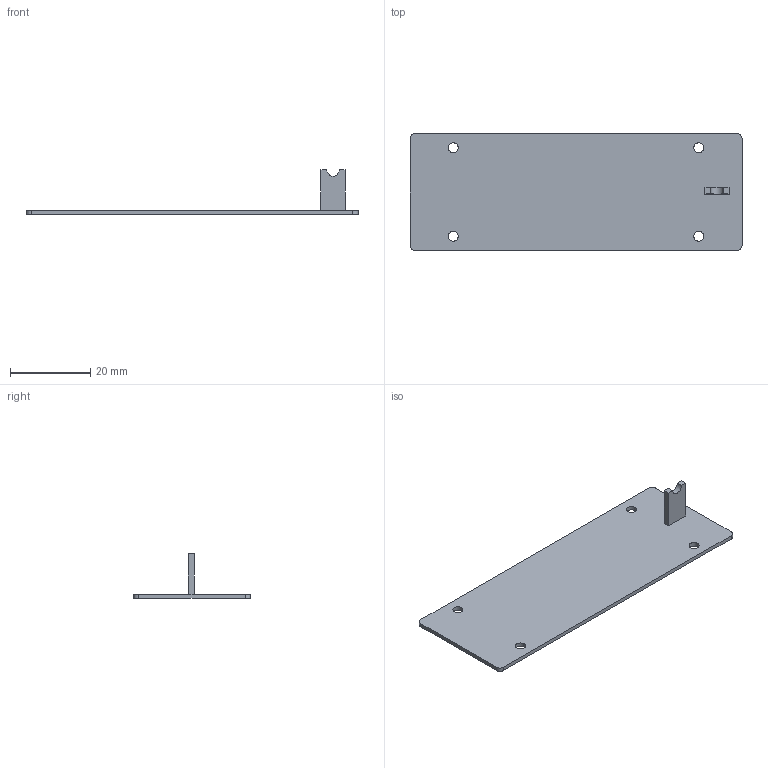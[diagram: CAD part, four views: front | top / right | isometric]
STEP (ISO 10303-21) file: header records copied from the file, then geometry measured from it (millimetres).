
FILE_DESCRIPTION((''),'2;1');
FILE_NAME('GOMX-Interstage-B.stp','2013-06-24T10:03:09',('karl'),(''),'Autodesk Inventor 2011','Autodesk Inventor 2011','');
FILE_SCHEMA(('AUTOMOTIVE_DESIGN { 1 0 10303 214 1 1 1 1 }'));
Length unit declared in the file: millimetre
Products named in the file (1): interstage B
Bounding box: 82.5 x 29 x 11 mm (x, y, z)
Volume: 2455.8 mm3; surface area: 5140.3 mm2
Topology: 1 solids, 1 shells, 21 faces, 54 edges, 36 vertices
Faces by surface type: plane 12, cylinder 9
Full cylindrical faces by diameter (mm): 2.5 x4
Entity records: 668 total; most frequent: DIRECTION 112, CARTESIAN_POINT 108, ORIENTED_EDGE 100, EDGE_CURVE 50, AXIS2_PLACEMENT_3D 40, VERTEX_POINT 36, EDGE_LOOP 34, VECTOR 32
